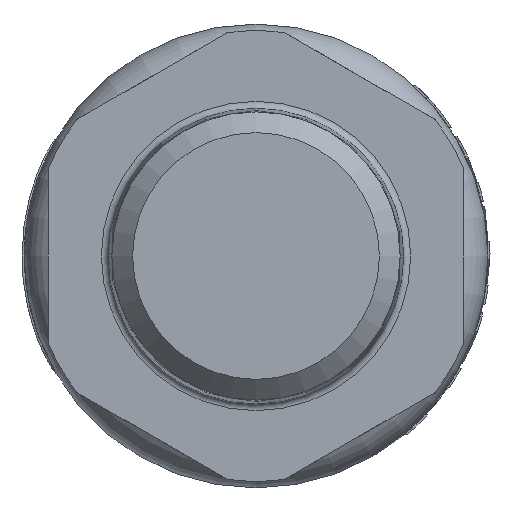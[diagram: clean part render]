
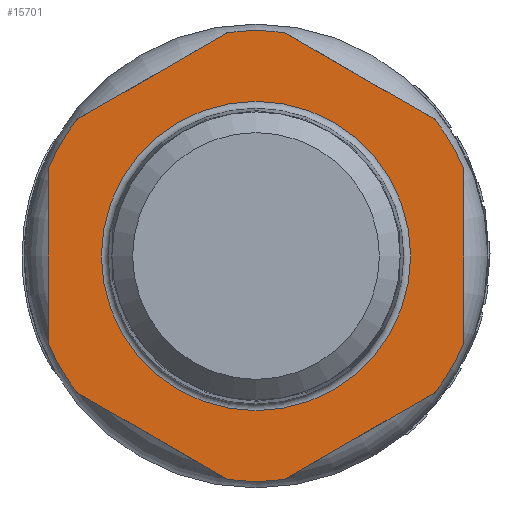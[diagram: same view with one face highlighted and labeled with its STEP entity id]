
A CAD part, left-side view. The second image highlights one B-rep face of the part: STEP entity #15701.
In plain terms, the highlighted planar face has unit normal (-1, 0, 0).
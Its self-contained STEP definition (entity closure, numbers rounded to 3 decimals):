
#71=FACE_BOUND('',#3713,.T.);
#647=PLANE('',#16855);
#1281=LINE('',#31399,#1976);
#1282=LINE('',#31403,#1977);
#1283=LINE('',#31407,#1978);
#1284=LINE('',#31411,#1979);
#1285=LINE('',#31415,#1980);
#1286=LINE('',#31419,#1981);
#1976=VECTOR('',#19868,10.);
#1977=VECTOR('',#19871,10.);
#1978=VECTOR('',#19874,10.);
#1979=VECTOR('',#19877,10.);
#1980=VECTOR('',#19880,10.);
#1981=VECTOR('',#19883,10.);
#2854=FACE_OUTER_BOUND('',#3712,.T.);
#3712=EDGE_LOOP('',(#13076,#13077,#13078,#13079,#13080,#13081,#13082,#13083,
#13084,#13085,#13086,#13087));
#3713=EDGE_LOOP('',(#13088,#13089));
#4329=CIRCLE('',#16848,11.17);
#4330=CIRCLE('',#16849,11.17);
#4335=CIRCLE('',#16856,16.265);
#4336=CIRCLE('',#16857,16.265);
#4337=CIRCLE('',#16858,16.265);
#4338=CIRCLE('',#16859,16.265);
#4339=CIRCLE('',#16860,16.265);
#4340=CIRCLE('',#16861,16.265);
#6665=VERTEX_POINT('',#31382);
#6666=VERTEX_POINT('',#31384);
#6670=VERTEX_POINT('',#31397);
#6671=VERTEX_POINT('',#31398);
#6672=VERTEX_POINT('',#31400);
#6673=VERTEX_POINT('',#31402);
#6674=VERTEX_POINT('',#31404);
#6675=VERTEX_POINT('',#31406);
#6676=VERTEX_POINT('',#31408);
#6677=VERTEX_POINT('',#31410);
#6678=VERTEX_POINT('',#31412);
#6679=VERTEX_POINT('',#31414);
#6680=VERTEX_POINT('',#31416);
#6681=VERTEX_POINT('',#31418);
#8867=EDGE_CURVE('',#6665,#6666,#4329,.T.);
#8868=EDGE_CURVE('',#6666,#6665,#4330,.T.);
#8874=EDGE_CURVE('',#6670,#6671,#1281,.T.);
#8875=EDGE_CURVE('',#6672,#6671,#4335,.T.);
#8876=EDGE_CURVE('',#6672,#6673,#1282,.T.);
#8877=EDGE_CURVE('',#6674,#6673,#4336,.T.);
#8878=EDGE_CURVE('',#6674,#6675,#1283,.T.);
#8879=EDGE_CURVE('',#6676,#6675,#4337,.T.);
#8880=EDGE_CURVE('',#6676,#6677,#1284,.T.);
#8881=EDGE_CURVE('',#6678,#6677,#4338,.T.);
#8882=EDGE_CURVE('',#6678,#6679,#1285,.T.);
#8883=EDGE_CURVE('',#6680,#6679,#4339,.T.);
#8884=EDGE_CURVE('',#6680,#6681,#1286,.T.);
#8885=EDGE_CURVE('',#6670,#6681,#4340,.T.);
#13076=ORIENTED_EDGE('',*,*,#8874,.T.);
#13077=ORIENTED_EDGE('',*,*,#8875,.F.);
#13078=ORIENTED_EDGE('',*,*,#8876,.T.);
#13079=ORIENTED_EDGE('',*,*,#8877,.F.);
#13080=ORIENTED_EDGE('',*,*,#8878,.T.);
#13081=ORIENTED_EDGE('',*,*,#8879,.F.);
#13082=ORIENTED_EDGE('',*,*,#8880,.T.);
#13083=ORIENTED_EDGE('',*,*,#8881,.F.);
#13084=ORIENTED_EDGE('',*,*,#8882,.T.);
#13085=ORIENTED_EDGE('',*,*,#8883,.F.);
#13086=ORIENTED_EDGE('',*,*,#8884,.T.);
#13087=ORIENTED_EDGE('',*,*,#8885,.F.);
#13088=ORIENTED_EDGE('',*,*,#8868,.F.);
#13089=ORIENTED_EDGE('',*,*,#8867,.F.);
#15701=ADVANCED_FACE('',(#2854,#71),#647,.T.);
#16848=AXIS2_PLACEMENT_3D('',#31385,#19851,#19852);
#16849=AXIS2_PLACEMENT_3D('',#31386,#19853,#19854);
#16855=AXIS2_PLACEMENT_3D('',#31396,#19866,#19867);
#16856=AXIS2_PLACEMENT_3D('',#31401,#19869,#19870);
#16857=AXIS2_PLACEMENT_3D('',#31405,#19872,#19873);
#16858=AXIS2_PLACEMENT_3D('',#31409,#19875,#19876);
#16859=AXIS2_PLACEMENT_3D('',#31413,#19878,#19879);
#16860=AXIS2_PLACEMENT_3D('',#31417,#19881,#19882);
#16861=AXIS2_PLACEMENT_3D('',#31420,#19884,#19885);
#19851=DIRECTION('center_axis',(-1.,0.,0.));
#19852=DIRECTION('ref_axis',(0.,0.,
-1.));
#19853=DIRECTION('center_axis',(-1.,0.,0.));
#19854=DIRECTION('ref_axis',(0.,0.,
-1.));
#19866=DIRECTION('center_axis',(-1.,0.,0.));
#19867=DIRECTION('ref_axis',(0.,-1.,0.));
#19868=DIRECTION('',(0.,0.866,-0.5));
#19869=DIRECTION('center_axis',(1.,0.,0.));
#19870=DIRECTION('ref_axis',(0.,1.,0.));
#19871=DIRECTION('',(0.,0.,-1.));
#19872=DIRECTION('center_axis',(1.,0.,0.));
#19873=DIRECTION('ref_axis',(0.,1.,0.));
#19874=DIRECTION('',(0.,-0.866,-0.5));
#19875=DIRECTION('center_axis',(1.,0.,0.));
#19876=DIRECTION('ref_axis',(0.,1.,0.));
#19877=DIRECTION('',(0.,-0.866,0.5));
#19878=DIRECTION('center_axis',(1.,0.,0.));
#19879=DIRECTION('ref_axis',(0.,1.,0.));
#19880=DIRECTION('',(0.,0.,1.));
#19881=DIRECTION('center_axis',(1.,0.,0.));
#19882=DIRECTION('ref_axis',(0.,1.,0.));
#19883=DIRECTION('',(0.,0.866,0.5));
#19884=DIRECTION('center_axis',(1.,0.,0.));
#19885=DIRECTION('ref_axis',(0.,1.,0.));
#31382=CARTESIAN_POINT('',(-38.18,-11.17,0.));
#31384=CARTESIAN_POINT('',(-38.18,0.,11.17));
#31385=CARTESIAN_POINT('Origin',(-38.18,0.,
0.));
#31386=CARTESIAN_POINT('Origin',(-38.18,0.,
0.));
#31396=CARTESIAN_POINT('Origin',(-38.18,0.,
16.265));
#31397=CARTESIAN_POINT('',(-38.18,2.054,16.135));
#31398=CARTESIAN_POINT('',(-38.18,12.946,9.846));
#31399=CARTESIAN_POINT('',(-38.18,1.255,16.596));
#31400=CARTESIAN_POINT('',(-38.18,15.,6.289));
#31401=CARTESIAN_POINT('Origin',(-38.18,0.,
0.));
#31402=CARTESIAN_POINT('',(-38.18,15.,-6.289));
#31403=CARTESIAN_POINT('',(-38.18,15.,11.277));
#31404=CARTESIAN_POINT('',(-38.18,12.946,-9.846));
#31405=CARTESIAN_POINT('Origin',(-38.18,0.,
0.));
#31406=CARTESIAN_POINT('',(-38.18,2.054,-16.135));
#31407=CARTESIAN_POINT('',(-38.18,13.745,-9.385));
#31408=CARTESIAN_POINT('',(-38.18,-2.054,-16.135));
#31409=CARTESIAN_POINT('Origin',(-38.18,0.,
0.));
#31410=CARTESIAN_POINT('',(-38.18,-12.946,-9.846));
#31411=CARTESIAN_POINT('',(-38.18,-8.298,-12.529));
#31412=CARTESIAN_POINT('',(-38.18,-15.,-6.289));
#31413=CARTESIAN_POINT('Origin',(-38.18,0.,
0.));
#31414=CARTESIAN_POINT('',(-38.18,-15.,6.289));
#31415=CARTESIAN_POINT('',(-38.18,-15.,4.988));
#31416=CARTESIAN_POINT('',(-38.18,-12.946,9.846));
#31417=CARTESIAN_POINT('Origin',(-38.18,0.,
0.));
#31418=CARTESIAN_POINT('',(-38.18,-2.054,16.135));
#31419=CARTESIAN_POINT('',(-38.18,-6.702,13.451));
#31420=CARTESIAN_POINT('Origin',(-38.18,0.,
0.));
